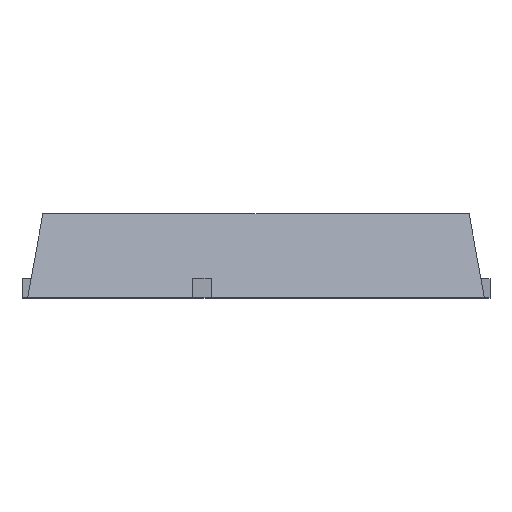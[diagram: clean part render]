
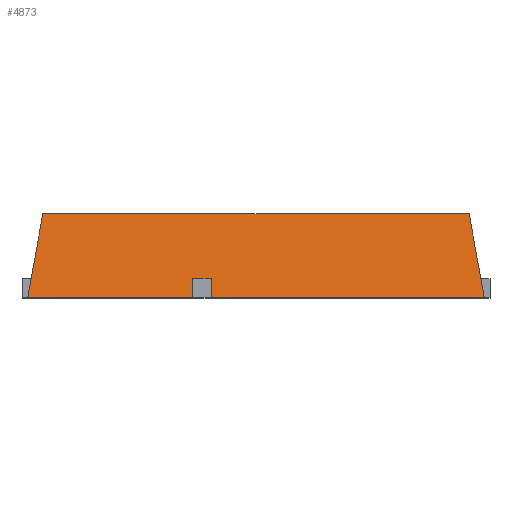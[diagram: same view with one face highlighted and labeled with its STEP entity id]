
A CAD part, top view. The second image highlights one B-rep face of the part: STEP entity #4873.
In plain terms, the highlighted planar face has unit normal (0, 0.178, 0.984).
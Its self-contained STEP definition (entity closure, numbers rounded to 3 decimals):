
#49 = VERTEX_POINT ( 'NONE', #5010 ) ;
#73 = ORIENTED_EDGE ( 'NONE', *, *, #4077, .F. ) ;
#104 = VERTEX_POINT ( 'NONE', #1371 ) ;
#370 = ORIENTED_EDGE ( 'NONE', *, *, #1555, .T. ) ;
#373 = PLANE ( 'NONE',  #3553 ) ;
#423 = CARTESIAN_POINT ( 'NONE',  ( -0.59, 0., 2.5 ) ) ;
#475 = LINE ( 'NONE', #423, #5450 ) ;
#631 = EDGE_CURVE ( 'NONE', #5500, #49, #475, .T. ) ;
#755 = DIRECTION ( 'NONE',  ( -0.175, -0.969, 0.175 ) ) ;
#788 = DIRECTION ( 'NONE',  ( 0., 0.178, 0.984 ) ) ;
#845 = CARTESIAN_POINT ( 'NONE',  ( -0.83, 0., 2.5 ) ) ;
#1199 = CARTESIAN_POINT ( 'NONE',  ( -3., 0.25, 2.455 ) ) ;
#1217 = DIRECTION ( 'NONE',  ( 1., 0., 0. ) ) ;
#1221 = CARTESIAN_POINT ( 'NONE',  ( -3., 0., 2.5 ) ) ;
#1253 = CARTESIAN_POINT ( 'NONE',  ( 3., 0., 2.5 ) ) ;
#1371 = CARTESIAN_POINT ( 'NONE',  ( -0.83, 0., 2.5 ) ) ;
#1387 = CARTESIAN_POINT ( 'NONE',  ( -0.59, 0., 2.5 ) ) ;
#1394 = EDGE_CURVE ( 'NONE', #49, #5617, #1639, .T. ) ;
#1458 = CARTESIAN_POINT ( 'NONE',  ( -3., 0., 2.5 ) ) ;
#1531 = CARTESIAN_POINT ( 'NONE',  ( -2.801, 1.1, 2.301 ) ) ;
#1555 = EDGE_CURVE ( 'NONE', #5500, #1819, #3295, .T. ) ;
#1624 = VECTOR ( 'NONE', #4599, 1000. ) ;
#1639 = LINE ( 'NONE', #1199, #4735 ) ;
#1665 = VECTOR ( 'NONE', #4105, 1000. ) ;
#1819 = VERTEX_POINT ( 'NONE', #1253 ) ;
#1855 = EDGE_CURVE ( 'NONE', #4283, #1884, #3497, .T. ) ;
#1884 = VERTEX_POINT ( 'NONE', #3549 ) ;
#2116 = DIRECTION ( 'NONE',  ( 0.175, -0.969, 0.175 ) ) ;
#2441 = ORIENTED_EDGE ( 'NONE', *, *, #4414, .F. ) ;
#2550 = VECTOR ( 'NONE', #4845, 1000. ) ;
#2745 = ORIENTED_EDGE ( 'NONE', *, *, #2800, .T. ) ;
#2800 = EDGE_CURVE ( 'NONE', #3879, #104, #5472, .T. ) ;
#2835 = CARTESIAN_POINT ( 'NONE',  ( -3., 0., 2.5 ) ) ;
#2866 = LINE ( 'NONE', #3386, #5693 ) ;
#2981 = DIRECTION ( 'NONE',  ( -1., 0., 0. ) ) ;
#3080 = DIRECTION ( 'NONE',  ( 0., 0.984, -0.178 ) ) ;
#3258 = CARTESIAN_POINT ( 'NONE',  ( -3., 0., 2.5 ) ) ;
#3295 = LINE ( 'NONE', #2835, #1665 ) ;
#3386 = CARTESIAN_POINT ( 'NONE',  ( -3., 0., 2.5 ) ) ;
#3497 = LINE ( 'NONE', #5276, #4223 ) ;
#3501 = LINE ( 'NONE', #845, #2550 ) ;
#3549 = CARTESIAN_POINT ( 'NONE',  ( 2.801, 1.1, 2.301 ) ) ;
#3553 = AXIS2_PLACEMENT_3D ( 'NONE', #1221, #788, #5251 ) ;
#3709 = ORIENTED_EDGE ( 'NONE', *, *, #4655, .T. ) ;
#3867 = CARTESIAN_POINT ( 'NONE',  ( 3., 0., 2.5 ) ) ;
#3879 = VERTEX_POINT ( 'NONE', #1458 ) ;
#4077 = EDGE_CURVE ( 'NONE', #5617, #104, #3501, .T. ) ;
#4105 = DIRECTION ( 'NONE',  ( 1., 0., 0. ) ) ;
#4223 = VECTOR ( 'NONE', #1217, 1000. ) ;
#4283 = VERTEX_POINT ( 'NONE', #1531 ) ;
#4414 = EDGE_CURVE ( 'NONE', #1884, #1819, #5727, .T. ) ;
#4489 = VECTOR ( 'NONE', #2116, 1000. ) ;
#4599 = DIRECTION ( 'NONE',  ( 1., 0., 0. ) ) ;
#4655 = EDGE_CURVE ( 'NONE', #4283, #3879, #2866, .T. ) ;
#4669 = ORIENTED_EDGE ( 'NONE', *, *, #631, .F. ) ;
#4735 = VECTOR ( 'NONE', #2981, 1000. ) ;
#4845 = DIRECTION ( 'NONE',  ( 0., -0.984, 0.178 ) ) ;
#4873 = ADVANCED_FACE ( 'NONE', ( #5217 ), #373, .T. ) ;
#4936 = ORIENTED_EDGE ( 'NONE', *, *, #1855, .F. ) ;
#5010 = CARTESIAN_POINT ( 'NONE',  ( -0.59, 0.25, 2.455 ) ) ;
#5217 = FACE_OUTER_BOUND ( 'NONE', #5769, .T. ) ;
#5251 = DIRECTION ( 'NONE',  ( 0., -0.984, 0.178 ) ) ;
#5276 = CARTESIAN_POINT ( 'NONE',  ( 0., 1.1, 2.301 ) ) ;
#5450 = VECTOR ( 'NONE', #3080, 1000. ) ;
#5472 = LINE ( 'NONE', #3258, #1624 ) ;
#5500 = VERTEX_POINT ( 'NONE', #1387 ) ;
#5537 = ORIENTED_EDGE ( 'NONE', *, *, #1394, .F. ) ;
#5617 = VERTEX_POINT ( 'NONE', #5763 ) ;
#5693 = VECTOR ( 'NONE', #755, 1000. ) ;
#5727 = LINE ( 'NONE', #3867, #4489 ) ;
#5763 = CARTESIAN_POINT ( 'NONE',  ( -0.83, 0.25, 2.455 ) ) ;
#5769 = EDGE_LOOP ( 'NONE', ( #73, #5537, #4669, #370, #2441, #4936, #3709, #2745 ) ) ;
